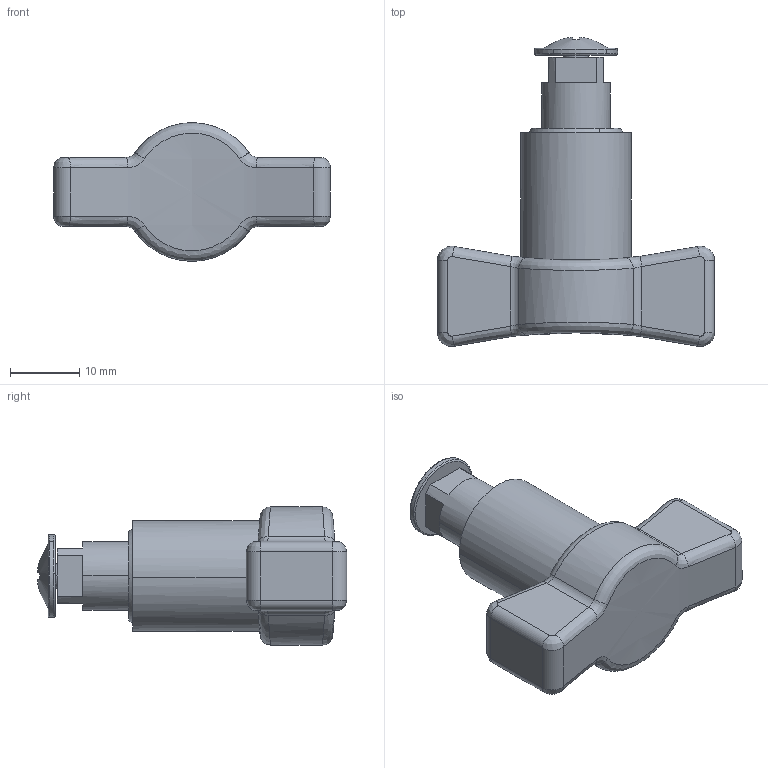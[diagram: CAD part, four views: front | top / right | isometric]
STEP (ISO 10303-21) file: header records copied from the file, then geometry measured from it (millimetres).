
FILE_DESCRIPTION((''),'2;1');
FILE_NAME('','2006-10-27T18:51:27',(''),(''),'','CADfix','');
FILE_SCHEMA(('AUTOMOTIVE_DESIGN'));
Length unit declared in the file: millimetre
Products named in the file (1): shaft
Bounding box: 40 x 44.65 x 19.99 mm (x, y, z)
Volume: 10226.8 mm3; surface area: 4094.1 mm2
Topology: 1 solids, 1 shells, 107 faces, 282 edges, 186 vertices
Faces by surface type: bspline 107
Entity records: 5437 total; most frequent: CARTESIAN_POINT 3874, ORIENTED_EDGE 564, EDGE_CURVE 282, VERTEX_POINT 186, EDGE_LOOP 116, FACE_OUTER_BOUND 107, ADVANCED_FACE 107, QUASI_UNIFORM_CURVE 100
